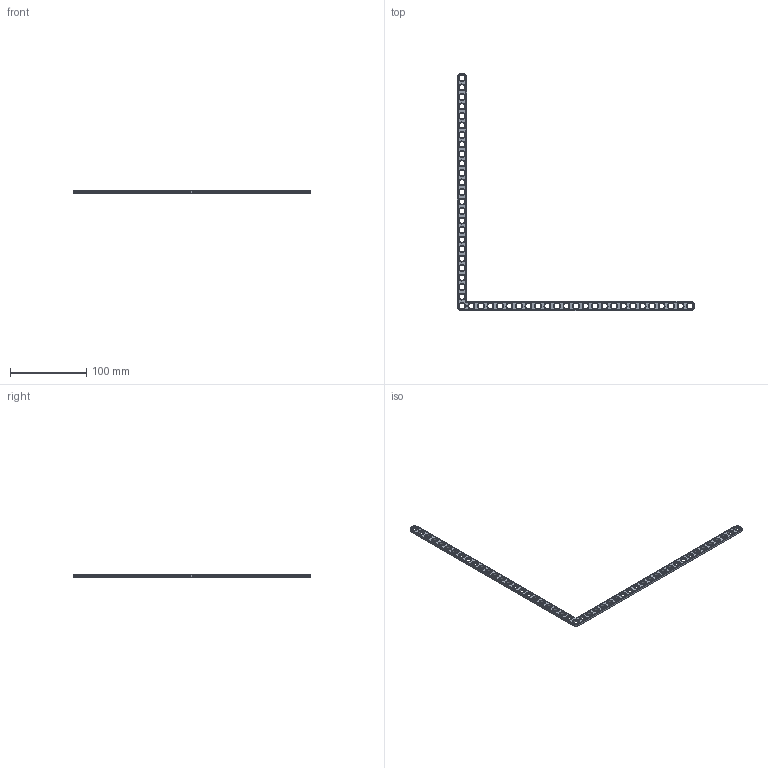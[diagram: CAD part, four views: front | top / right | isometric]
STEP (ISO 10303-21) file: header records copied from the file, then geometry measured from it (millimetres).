
FILE_DESCRIPTION(('FreeCAD Model'),'2;1');
FILE_NAME('Open CASCADE Shape Model','2024-02-09T22:47:10',(''),(''), 'Open CASCADE STEP processor 7.6','FreeCAD','Unknown');
FILE_SCHEMA(('AUTOMOTIVE_DESIGN { 1 0 10303 214 1 1 1 1 }'));
Products named in the file (1): Brace AGD 90 SYM ERR BU25x00.25 - SPN-BRC-0633 (stemfie.org)
Bounding box: 312.5 x 312.5 x 3.12 mm (x, y, z)
Volume: 17090.8 mm3; surface area: 18417.1 mm2
Topology: 1 solids, 1 shells, 834 faces, 2135 edges, 1386 vertices
Faces by surface type: plane 380, extrusion 246, cone 104, cylinder 104
Full cylindrical faces by diameter (mm): 7 x49, 9.2 x49
Entity records: 54968 total; most frequent: CARTESIAN_POINT 13451, DIRECTION 6813, VECTOR 4852, LINE 4606, ORIENTED_EDGE 4270, PCURVE 4270, DEFINITIONAL_REPRESENTATION 4270, EDGE_CURVE 2135
